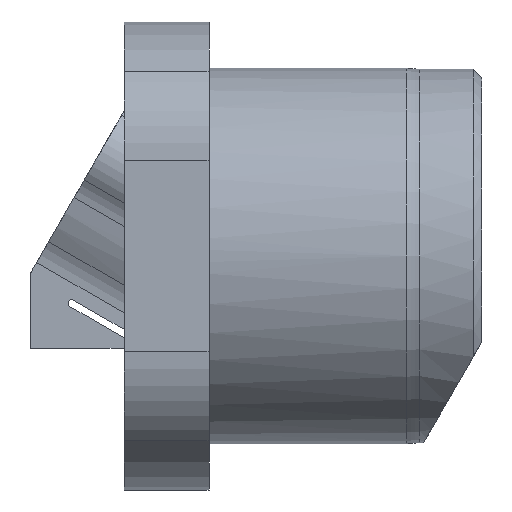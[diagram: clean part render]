
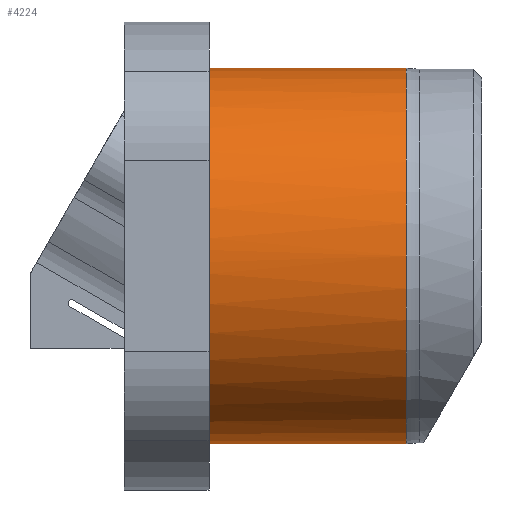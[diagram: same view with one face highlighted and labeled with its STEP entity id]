
A CAD part, left-side view. The second image highlights one B-rep face of the part: STEP entity #4224.
In plain terms, the highlighted cylindrical face has radius 9.995 mm (diameter 19.99 mm), a partial arc.
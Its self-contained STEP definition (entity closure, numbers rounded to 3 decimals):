
#9 = ORIENTED_EDGE ( 'NONE', *, *, #2552, .T. ) ;
#14 = CARTESIAN_POINT ( 'NONE',  ( -9.95, -4.5, 0.947 ) ) ;
#27 = CARTESIAN_POINT ( 'NONE',  ( 0., -4.5, 0. ) ) ;
#61 = CARTESIAN_POINT ( 'NONE',  ( 0., -4.5, 0. ) ) ;
#132 = VERTEX_POINT ( 'NONE', #872 ) ;
#138 = CARTESIAN_POINT ( 'NONE',  ( 0., -15., 0. ) ) ;
#267 = DIRECTION ( 'NONE',  ( 0., 0., 1. ) ) ;
#289 = CIRCLE ( 'NONE', #1074, 9.995 ) ;
#386 = DIRECTION ( 'NONE',  ( 0., 0., 1. ) ) ;
#392 = EDGE_CURVE ( 'NONE', #3484, #4537, #2203, .T. ) ;
#422 = VECTOR ( 'NONE', #2460, 1000. ) ;
#424 = DIRECTION ( 'NONE',  ( 0., 0., 1. ) ) ;
#504 = DIRECTION ( 'NONE',  ( 0., 0., 1. ) ) ;
#612 = AXIS2_PLACEMENT_3D ( 'NONE', #791, #3336, #1155 ) ;
#736 = EDGE_CURVE ( 'NONE', #4537, #4191, #4157, .T. ) ;
#743 = ORIENTED_EDGE ( 'NONE', *, *, #736, .F. ) ;
#785 = CARTESIAN_POINT ( 'NONE',  ( 0., -4.5, -9.995 ) ) ;
#791 = CARTESIAN_POINT ( 'NONE',  ( 0., 2.505, 0. ) ) ;
#872 = CARTESIAN_POINT ( 'NONE',  ( 0., -15., 9.995 ) ) ;
#903 = FACE_OUTER_BOUND ( 'NONE', #4534, .T. ) ;
#981 = EDGE_CURVE ( 'NONE', #132, #1368, #4214, .T. ) ;
#1008 = CARTESIAN_POINT ( 'NONE',  ( 0., 2.505, -9.995 ) ) ;
#1074 = AXIS2_PLACEMENT_3D ( 'NONE', #4639, #2456, #267 ) ;
#1155 = DIRECTION ( 'NONE',  ( 0., 0., 1. ) ) ;
#1302 = VECTOR ( 'NONE', #4542, 1000. ) ;
#1368 = VERTEX_POINT ( 'NONE', #3647 ) ;
#1974 = EDGE_CURVE ( 'NONE', #2011, #3484, #2364, .T. ) ;
#1991 = ORIENTED_EDGE ( 'NONE', *, *, #3038, .F. ) ;
#2011 = VERTEX_POINT ( 'NONE', #3559 ) ;
#2113 = AXIS2_PLACEMENT_3D ( 'NONE', #138, #2687, #504 ) ;
#2180 = ORIENTED_EDGE ( 'NONE', *, *, #1974, .F. ) ;
#2203 = CIRCLE ( 'NONE', #3997, 9.995 ) ;
#2345 = AXIS2_PLACEMENT_3D ( 'NONE', #27, #2563, #386 ) ;
#2364 = LINE ( 'NONE', #1008, #422 ) ;
#2456 = DIRECTION ( 'NONE',  ( 0., 1., 0. ) ) ;
#2460 = DIRECTION ( 'NONE',  ( 0., 1., 0. ) ) ;
#2552 = EDGE_CURVE ( 'NONE', #2011, #132, #4189, .T. ) ;
#2563 = DIRECTION ( 'NONE',  ( 0., 1., 0. ) ) ;
#2607 = DIRECTION ( 'NONE',  ( 0., 1., 0. ) ) ;
#2687 = DIRECTION ( 'NONE',  ( 0., 1., 0. ) ) ;
#2707 = CYLINDRICAL_SURFACE ( 'NONE', #612, 9.995 ) ;
#2709 = CARTESIAN_POINT ( 'NONE',  ( 0., 2.505, 9.995 ) ) ;
#3027 = ORIENTED_EDGE ( 'NONE', *, *, #981, .T. ) ;
#3038 = EDGE_CURVE ( 'NONE', #4191, #1368, #289, .T. ) ;
#3336 = DIRECTION ( 'NONE',  ( 0., 1., 0. ) ) ;
#3484 = VERTEX_POINT ( 'NONE', #785 ) ;
#3559 = CARTESIAN_POINT ( 'NONE',  ( 0., -15., -9.995 ) ) ;
#3647 = CARTESIAN_POINT ( 'NONE',  ( 0., -4.5, 9.995 ) ) ;
#3904 = ORIENTED_EDGE ( 'NONE', *, *, #392, .F. ) ;
#3997 = AXIS2_PLACEMENT_3D ( 'NONE', #61, #2607, #424 ) ;
#4157 = CIRCLE ( 'NONE', #2345, 9.995 ) ;
#4189 = CIRCLE ( 'NONE', #2113, 9.995 ) ;
#4191 = VERTEX_POINT ( 'NONE', #14 ) ;
#4214 = LINE ( 'NONE', #2709, #1302 ) ;
#4224 = ADVANCED_FACE ( 'NONE', ( #903 ), #2707, .T. ) ;
#4281 = CARTESIAN_POINT ( 'NONE',  ( -9.95, -4.5, -0.947 ) ) ;
#4534 = EDGE_LOOP ( 'NONE', ( #2180, #9, #3027, #1991, #743, #3904 ) ) ;
#4537 = VERTEX_POINT ( 'NONE', #4281 ) ;
#4542 = DIRECTION ( 'NONE',  ( 0., 1., 0. ) ) ;
#4639 = CARTESIAN_POINT ( 'NONE',  ( 0., -4.5, 0. ) ) ;
